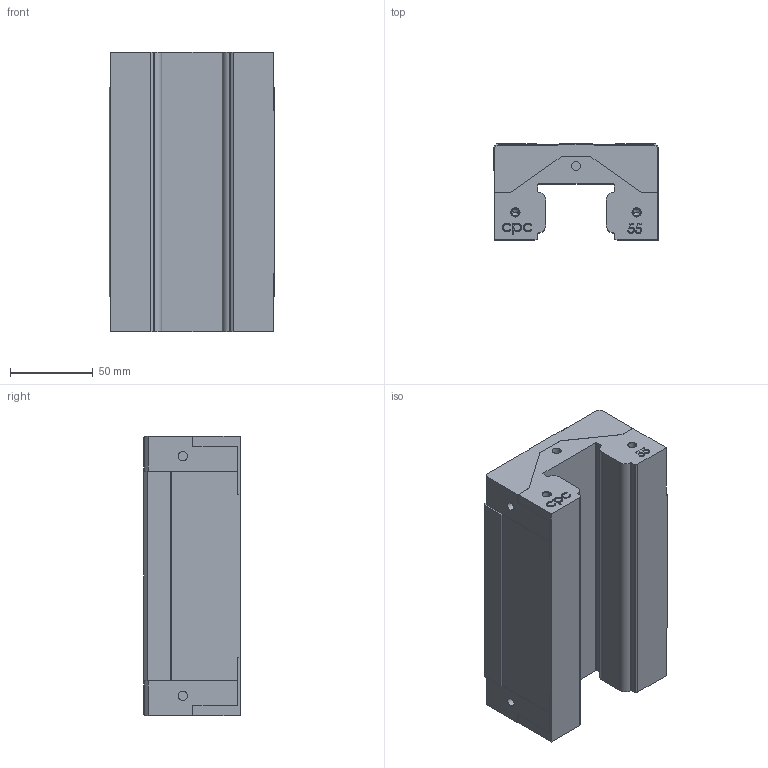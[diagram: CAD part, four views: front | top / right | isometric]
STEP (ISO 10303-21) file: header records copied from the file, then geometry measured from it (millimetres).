
FILE_DESCRIPTION (( 'STEP AP214' ), '1' );
FILE_NAME ('ARC55MN-block.STEP', '2017-02-24T05:11:43', ( '' ), ( '' ), 'SwSTEP 2.0', 'SolidWorks 2010', '' );
FILE_SCHEMA (( 'AUTOMOTIVE_DESIGN' ));
Length unit declared in the file: millimetre
Products named in the file (1): ARC55MN-block
Bounding box: 100 x 58 x 168.5 mm (x, y, z)
Volume: 723136.9 mm3; surface area: 80270 mm2
Topology: 1 solids, 1 shells, 336 faces, 876 edges, 564 vertices
Faces by surface type: plane 160, bspline 80, cylinder 64, cone 32
Entity records: 18095 total; most frequent: CARTESIAN_POINT 9537, ORIENTED_EDGE 1720, DIRECTION 1358, EDGE_CURVE 860, VERTEX_POINT 564, LINE 556, VECTOR 556, AXIS2_PLACEMENT_3D 401
